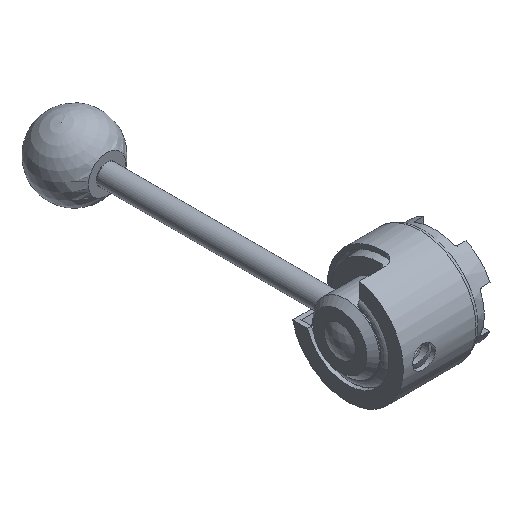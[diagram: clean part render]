
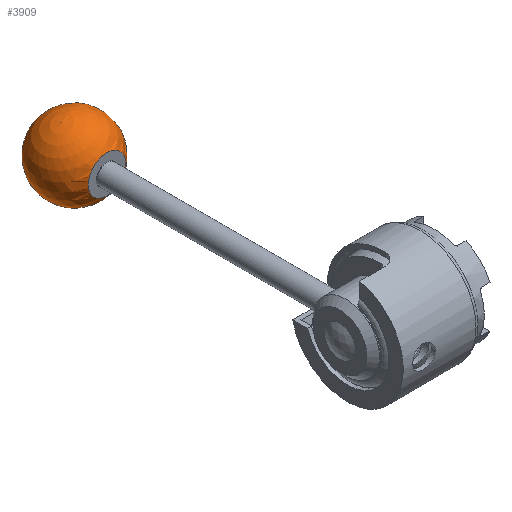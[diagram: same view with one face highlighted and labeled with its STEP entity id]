
A CAD part, isometric view. The second image highlights one B-rep face of the part: STEP entity #3909.
In plain terms, the highlighted spherical face has radius 18 mm.
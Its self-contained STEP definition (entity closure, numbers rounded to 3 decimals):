
#3893=CARTESIAN_POINT('',(-37.,141.288,0.));
#3894=DIRECTION('',(0.352,0.0,-0.936));
#3895=DIRECTION('',(0.0,1.0,0.0));
#3896=AXIS2_PLACEMENT_3D('',#3893,#3894,#3895);
#3897=SPHERICAL_SURFACE('',#3896,18.0);
#3898=CARTESIAN_POINT('',(-28.576,125.7,3.169));
#3899=VERTEX_POINT('',#3898);
#3900=CARTESIAN_POINT('',(-37.,125.7,0.));
#3901=DIRECTION('',(0.0,1.,0.0));
#3902=DIRECTION('',(0.936,0.0,0.352));
#3903=AXIS2_PLACEMENT_3D('',#3900,#3901,#3902);
#3904=CIRCLE('',#3903,9.);
#3905=EDGE_CURVE('',#3899,#3899,#3904,.T.);
#3906=ORIENTED_EDGE('',*,*,#3905,.T.);
#3907=EDGE_LOOP('',(#3906));
#3908=FACE_OUTER_BOUND('',#3907,.T.);
#3909=ADVANCED_FACE('',(#3908),#3897,.T.);
